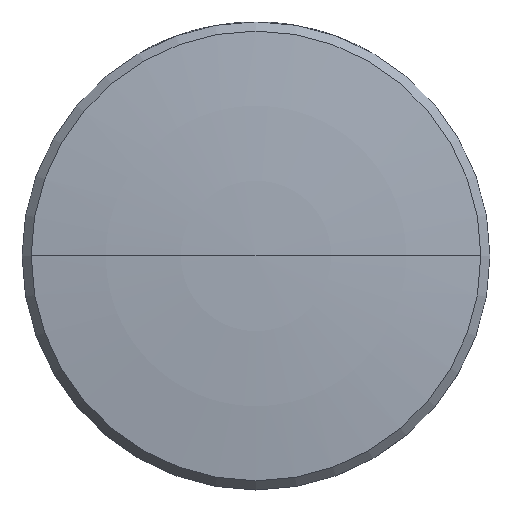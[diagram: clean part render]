
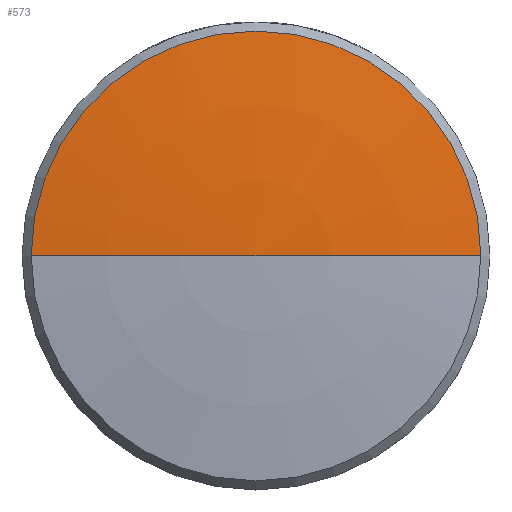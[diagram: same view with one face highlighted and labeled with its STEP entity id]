
A CAD part, top view. The second image highlights one B-rep face of the part: STEP entity #573.
In plain terms, the highlighted toroidal (fillet/blend) face has major radius 0.003 mm and minor radius 46 mm.
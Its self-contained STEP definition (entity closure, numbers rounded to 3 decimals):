
#50 = AXIS2_PLACEMENT_3D ( 'NONE', #1673, #2300, #1255 ) ;
#120 = AXIS2_PLACEMENT_3D ( 'NONE', #235, #862, #2595 ) ;
#138 = ORIENTED_EDGE ( 'NONE', *, *, #2211, .T. ) ;
#235 = CARTESIAN_POINT ( 'NONE',  ( 0.003, 0., -43.76 ) ) ;
#245 = EDGE_CURVE ( 'NONE', #882, #1401, #1760, .T. ) ;
#389 = ORIENTED_EDGE ( 'NONE', *, *, #245, .F. ) ;
#474 = CARTESIAN_POINT ( 'NONE',  ( 0., 0., 1.834 ) ) ;
#483 = DIRECTION ( 'NONE',  ( -1., 0., 0. ) ) ;
#547 = EDGE_CURVE ( 'NONE', #1461, #1401, #2232, .T. ) ;
#573 = ADVANCED_FACE ( 'NONE', ( #2355 ), #1872, .T. ) ;
#681 = CARTESIAN_POINT ( 'NONE',  ( 6.103, 0., 1.834 ) ) ;
#848 = ORIENTED_EDGE ( 'NONE', *, *, #547, .T. ) ;
#862 = DIRECTION ( 'NONE',  ( 0., 1., 0. ) ) ;
#882 = VERTEX_POINT ( 'NONE', #2443 ) ;
#893 = CARTESIAN_POINT ( 'NONE',  ( 0., 0., -43.76 ) ) ;
#1100 = DIRECTION ( 'NONE',  ( 0., 0., 1. ) ) ;
#1255 = DIRECTION ( 'NONE',  ( 0., 0., -1. ) ) ;
#1323 = DIRECTION ( 'NONE',  ( -1., 0., 0. ) ) ;
#1401 = VERTEX_POINT ( 'NONE', #1950 ) ;
#1461 = VERTEX_POINT ( 'NONE', #681 ) ;
#1534 = DIRECTION ( 'NONE',  ( 0., 0., -1. ) ) ;
#1673 = CARTESIAN_POINT ( 'NONE',  ( -0.003, 0., -43.76 ) ) ;
#1737 = EDGE_LOOP ( 'NONE', ( #389, #138, #848 ) ) ;
#1759 = CIRCLE ( 'NONE', #120, 46. ) ;
#1760 = CIRCLE ( 'NONE', #50, 46. ) ;
#1872 = TOROIDAL_SURFACE ( 'NONE', #2620, 0.003, 46. ) ;
#1950 = CARTESIAN_POINT ( 'NONE',  ( -6.103, 0., 1.834 ) ) ;
#2211 = EDGE_CURVE ( 'NONE', #882, #1461, #1759, .T. ) ;
#2232 = CIRCLE ( 'NONE', #2745, 6.103 ) ;
#2300 = DIRECTION ( 'NONE',  ( 0., -1., 0. ) ) ;
#2355 = FACE_OUTER_BOUND ( 'NONE', #1737, .T. ) ;
#2443 = CARTESIAN_POINT ( 'NONE',  ( 0., 0., 2.24 ) ) ;
#2595 = DIRECTION ( 'NONE',  ( -1., 0., 0. ) ) ;
#2620 = AXIS2_PLACEMENT_3D ( 'NONE', #893, #1534, #483 ) ;
#2745 = AXIS2_PLACEMENT_3D ( 'NONE', #474, #1100, #1323 ) ;
